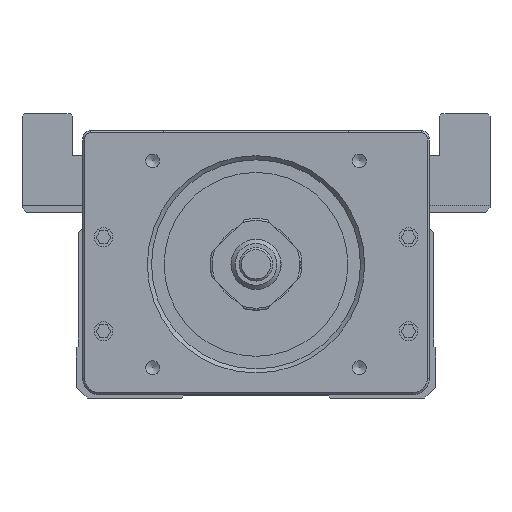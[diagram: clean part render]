
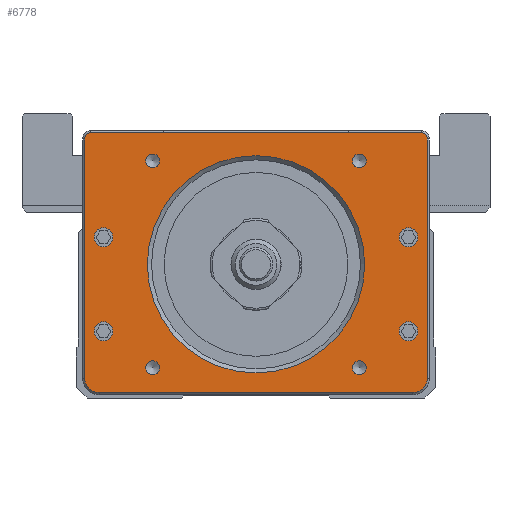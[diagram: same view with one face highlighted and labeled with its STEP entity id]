
A CAD part, front view. The second image highlights one B-rep face of the part: STEP entity #6778.
In plain terms, the highlighted planar face has unit normal (0, -1, 0).
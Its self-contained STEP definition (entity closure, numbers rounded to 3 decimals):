
#467=PLANE('',#22586);
#2562=LINE('',#31587,#4737);
#2563=LINE('',#31592,#4738);
#2564=LINE('',#31596,#4739);
#2565=LINE('',#31600,#4740);
#4737=VECTOR('',#25100,1.);
#4738=VECTOR('',#25103,1.);
#4739=VECTOR('',#25106,1.);
#4740=VECTOR('',#25109,1.);
#6778=ADVANCED_FACE('',(#8311,#8312,#8313,#8314,#8315,#8316,#8317,#8318,
#8319,#8320),#467,.F.);
#8311=FACE_BOUND('',#9079,.T.);
#8312=FACE_BOUND('',#9080,.T.);
#8313=FACE_BOUND('',#9081,.T.);
#8314=FACE_BOUND('',#9082,.T.);
#8315=FACE_BOUND('',#9083,.T.);
#8316=FACE_BOUND('',#9084,.T.);
#8317=FACE_BOUND('',#9085,.T.);
#8318=FACE_BOUND('',#9086,.T.);
#8319=FACE_BOUND('',#9087,.T.);
#8320=FACE_BOUND('',#9088,.T.);
#9079=EDGE_LOOP('',(#11257));
#9080=EDGE_LOOP('',(#11258));
#9081=EDGE_LOOP('',(#11259));
#9082=EDGE_LOOP('',(#11260));
#9083=EDGE_LOOP('',(#11261));
#9084=EDGE_LOOP('',(#11262,#11263,#11264,#11265,#11266,#11267,#11268,#11269));
#9085=EDGE_LOOP('',(#11270));
#9086=EDGE_LOOP('',(#11271));
#9087=EDGE_LOOP('',(#11272));
#9088=EDGE_LOOP('',(#11273));
#11257=ORIENTED_EDGE('',*,*,#19175,.T.);
#11258=ORIENTED_EDGE('',*,*,#19176,.T.);
#11259=ORIENTED_EDGE('',*,*,#19177,.T.);
#11260=ORIENTED_EDGE('',*,*,#19178,.T.);
#11261=ORIENTED_EDGE('',*,*,#19179,.T.);
#11262=ORIENTED_EDGE('',*,*,#19180,.T.);
#11263=ORIENTED_EDGE('',*,*,#19181,.T.);
#11264=ORIENTED_EDGE('',*,*,#19182,.T.);
#11265=ORIENTED_EDGE('',*,*,#19183,.T.);
#11266=ORIENTED_EDGE('',*,*,#19184,.T.);
#11267=ORIENTED_EDGE('',*,*,#19185,.T.);
#11268=ORIENTED_EDGE('',*,*,#19186,.T.);
#11269=ORIENTED_EDGE('',*,*,#19187,.T.);
#11270=ORIENTED_EDGE('',*,*,#19188,.T.);
#11271=ORIENTED_EDGE('',*,*,#19189,.T.);
#11272=ORIENTED_EDGE('',*,*,#19190,.T.);
#11273=ORIENTED_EDGE('',*,*,#19191,.T.);
#17014=VERTEX_POINT('',#31578);
#17015=VERTEX_POINT('',#31580);
#17016=VERTEX_POINT('',#31582);
#17017=VERTEX_POINT('',#31584);
#17018=VERTEX_POINT('',#31586);
#17019=VERTEX_POINT('',#31588);
#17020=VERTEX_POINT('',#31589);
#17021=VERTEX_POINT('',#31591);
#17022=VERTEX_POINT('',#31593);
#17023=VERTEX_POINT('',#31595);
#17024=VERTEX_POINT('',#31597);
#17025=VERTEX_POINT('',#31599);
#17026=VERTEX_POINT('',#31601);
#17027=VERTEX_POINT('',#31604);
#17028=VERTEX_POINT('',#31606);
#17029=VERTEX_POINT('',#31608);
#17030=VERTEX_POINT('',#31610);
#19175=EDGE_CURVE('',#17014,#17014,#21796,.T.);
#19176=EDGE_CURVE('',#17015,#17015,#21797,.T.);
#19177=EDGE_CURVE('',#17016,#17016,#21798,.T.);
#19178=EDGE_CURVE('',#17017,#17017,#21799,.T.);
#19179=EDGE_CURVE('',#17018,#17018,#21800,.T.);
#19180=EDGE_CURVE('',#17019,#17020,#2562,.T.);
#19181=EDGE_CURVE('',#17020,#17021,#21801,.T.);
#19182=EDGE_CURVE('',#17021,#17022,#2563,.T.);
#19183=EDGE_CURVE('',#17022,#17023,#21802,.T.);
#19184=EDGE_CURVE('',#17023,#17024,#2564,.T.);
#19185=EDGE_CURVE('',#17024,#17025,#21803,.T.);
#19186=EDGE_CURVE('',#17025,#17026,#2565,.T.);
#19187=EDGE_CURVE('',#17026,#17019,#21804,.T.);
#19188=EDGE_CURVE('',#17027,#17027,#21805,.T.);
#19189=EDGE_CURVE('',#17028,#17028,#21806,.T.);
#19190=EDGE_CURVE('',#17029,#17029,#21807,.T.);
#19191=EDGE_CURVE('',#17030,#17030,#21808,.T.);
#21796=CIRCLE('',#22573,26.);
#21797=CIRCLE('',#22574,1.65);
#21798=CIRCLE('',#22575,1.65);
#21799=CIRCLE('',#22576,1.65);
#21800=CIRCLE('',#22577,1.65);
#21801=CIRCLE('',#22578,1.5);
#21802=CIRCLE('',#22579,1.5);
#21803=CIRCLE('',#22580,3.5);
#21804=CIRCLE('',#22581,3.5);
#21805=CIRCLE('',#22582,2.25);
#21806=CIRCLE('',#22583,2.25);
#21807=CIRCLE('',#22584,2.25);
#21808=CIRCLE('',#22585,2.25);
#22573=AXIS2_PLACEMENT_3D('',#31577,#25090,#25091);
#22574=AXIS2_PLACEMENT_3D('',#31579,#25092,#25093);
#22575=AXIS2_PLACEMENT_3D('',#31581,#25094,#25095);
#22576=AXIS2_PLACEMENT_3D('',#31583,#25096,#25097);
#22577=AXIS2_PLACEMENT_3D('',#31585,#25098,#25099);
#22578=AXIS2_PLACEMENT_3D('',#31590,#25101,#25102);
#22579=AXIS2_PLACEMENT_3D('',#31594,#25104,#25105);
#22580=AXIS2_PLACEMENT_3D('',#31598,#25107,#25108);
#22581=AXIS2_PLACEMENT_3D('',#31602,#25110,#25111);
#22582=AXIS2_PLACEMENT_3D('',#31603,#25112,#25113);
#22583=AXIS2_PLACEMENT_3D('',#31605,#25114,#25115);
#22584=AXIS2_PLACEMENT_3D('',#31607,#25116,#25117);
#22585=AXIS2_PLACEMENT_3D('',#31609,#25118,#25119);
#22586=AXIS2_PLACEMENT_3D('',#31611,#25120,#25121);
#25090=DIRECTION('',(0.,1.,0.));
#25091=DIRECTION('',(0.,0.,1.));
#25092=DIRECTION('',(0.,1.,0.));
#25093=DIRECTION('',(0.,0.,1.));
#25094=DIRECTION('',(0.,1.,0.));
#25095=DIRECTION('',(0.,0.,1.));
#25096=DIRECTION('',(0.,1.,0.));
#25097=DIRECTION('',(0.,0.,1.));
#25098=DIRECTION('',(0.,1.,0.));
#25099=DIRECTION('',(0.,0.,1.));
#25100=DIRECTION('',(0.,0.,1.));
#25101=DIRECTION('',(0.,-1.,0.));
#25102=DIRECTION('',(0.,0.,1.));
#25103=DIRECTION('',(-1.,0.,0.));
#25104=DIRECTION('',(0.,-1.,0.));
#25105=DIRECTION('',(0.,0.,1.));
#25106=DIRECTION('',(0.,0.,-1.));
#25107=DIRECTION('',(0.,-1.,0.));
#25108=DIRECTION('',(0.,0.,1.));
#25109=DIRECTION('',(1.,0.,0.));
#25110=DIRECTION('',(0.,-1.,0.));
#25111=DIRECTION('',(0.,0.,1.));
#25112=DIRECTION('',(0.,1.,0.));
#25113=DIRECTION('',(0.,0.,1.));
#25114=DIRECTION('',(0.,1.,0.));
#25115=DIRECTION('',(0.,0.,1.));
#25116=DIRECTION('',(0.,1.,0.));
#25117=DIRECTION('',(0.,0.,1.));
#25118=DIRECTION('',(0.,1.,0.));
#25119=DIRECTION('',(0.,0.,1.));
#25120=DIRECTION('',(0.,1.,0.));
#25121=DIRECTION('',(0.,0.,-1.));
#31577=CARTESIAN_POINT('',(0.,-236.633,32.));
#31578=CARTESIAN_POINT('',(0.,-236.633,58.));
#31579=CARTESIAN_POINT('',(-24.749,-236.633,56.749));
#31580=CARTESIAN_POINT('',(-24.749,-236.633,58.399));
#31581=CARTESIAN_POINT('',(-24.749,-236.633,7.251));
#31582=CARTESIAN_POINT('',(-24.749,-236.633,8.901));
#31583=CARTESIAN_POINT('',(24.749,-236.633,7.251));
#31584=CARTESIAN_POINT('',(24.749,-236.633,8.901));
#31585=CARTESIAN_POINT('',(24.749,-236.633,56.749));
#31586=CARTESIAN_POINT('',(24.749,-236.633,58.399));
#31587=CARTESIAN_POINT('',(41.,-236.633,60.));
#31588=CARTESIAN_POINT('',(41.,-236.633,4.8));
#31589=CARTESIAN_POINT('',(41.,-236.633,62.));
#31590=CARTESIAN_POINT('',(39.5,-236.633,62.));
#31591=CARTESIAN_POINT('',(39.5,-236.633,63.5));
#31592=CARTESIAN_POINT('',(39.,-236.633,63.5));
#31593=CARTESIAN_POINT('',(-39.5,-236.633,63.5));
#31594=CARTESIAN_POINT('',(-39.5,-236.633,62.));
#31595=CARTESIAN_POINT('',(-41.,-236.633,62.));
#31596=CARTESIAN_POINT('',(-41.,-236.633,60.));
#31597=CARTESIAN_POINT('',(-41.,-236.633,4.8));
#31598=CARTESIAN_POINT('',(-37.5,-236.633,4.8));
#31599=CARTESIAN_POINT('',(-37.5,-236.633,1.3));
#31600=CARTESIAN_POINT('',(39.,-236.633,1.3));
#31601=CARTESIAN_POINT('',(37.5,-236.633,1.3));
#31602=CARTESIAN_POINT('',(37.5,-236.633,4.8));
#31603=CARTESIAN_POINT('',(-36.5,-236.633,38.5));
#31604=CARTESIAN_POINT('',(-36.5,-236.633,40.75));
#31605=CARTESIAN_POINT('',(-36.5,-236.633,16.));
#31606=CARTESIAN_POINT('',(-36.5,-236.633,18.25));
#31607=CARTESIAN_POINT('',(36.5,-236.633,38.5));
#31608=CARTESIAN_POINT('',(36.5,-236.633,40.75));
#31609=CARTESIAN_POINT('',(36.5,-236.633,16.));
#31610=CARTESIAN_POINT('',(36.5,-236.633,18.25));
#31611=CARTESIAN_POINT('',(39.,-236.633,60.));
